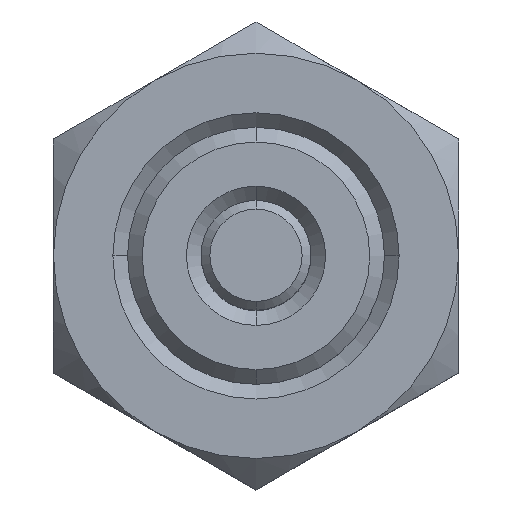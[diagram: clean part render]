
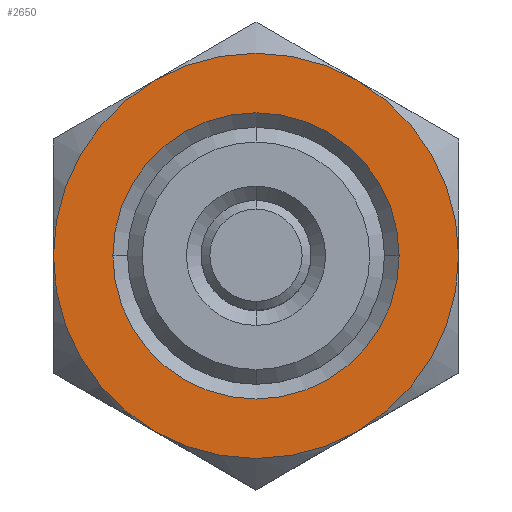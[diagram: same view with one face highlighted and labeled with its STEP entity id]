
A CAD part, top view. The second image highlights one B-rep face of the part: STEP entity #2650.
In plain terms, the highlighted planar face has unit normal (0, 0, 1).
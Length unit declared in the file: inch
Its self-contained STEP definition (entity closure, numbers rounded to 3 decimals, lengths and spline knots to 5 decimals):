
#47 = ORIENTED_EDGE ( 'NONE', *, *, #1882, .T. ) ;
#49 = ORIENTED_EDGE ( 'NONE', *, *, #1960, .T. ) ;
#50 = CARTESIAN_POINT ( 'NONE',  ( -0.345, 0.19919, 0.125 ) ) ;
#89 = DIRECTION ( 'NONE',  ( 1., 0., 0. ) ) ;
#117 = AXIS2_PLACEMENT_3D ( 'NONE', #1279, #2819, #1495 ) ;
#124 = ORIENTED_EDGE ( 'NONE', *, *, #488, .T. ) ;
#138 = FACE_BOUND ( 'NONE', #605, .T. ) ;
#147 = CIRCLE ( 'NONE', #117, 0.24375 ) ;
#158 = ORIENTED_EDGE ( 'NONE', *, *, #1598, .T. ) ;
#185 = CARTESIAN_POINT ( 'NONE',  ( 0., 0., 0.125 ) ) ;
#392 = DIRECTION ( 'NONE',  ( 0., 0., 1. ) ) ;
#414 = DIRECTION ( 'NONE',  ( 1., 0., 0. ) ) ;
#488 = EDGE_CURVE ( 'NONE', #2468, #754, #147, .T. ) ;
#526 = AXIS2_PLACEMENT_3D ( 'NONE', #2369, #1062, #2599 ) ;
#534 = CARTESIAN_POINT ( 'NONE',  ( -0.1725, 0.29878, 0.125 ) ) ;
#540 = CARTESIAN_POINT ( 'NONE',  ( 0., 0., 0.125 ) ) ;
#562 = EDGE_CURVE ( 'NONE', #1307, #1386, #2226, .T. ) ;
#605 = EDGE_LOOP ( 'NONE', ( #158, #124 ) ) ;
#660 = ORIENTED_EDGE ( 'NONE', *, *, #562, .T. ) ;
#685 = AXIS2_PLACEMENT_3D ( 'NONE', #1727, #392, #1951 ) ;
#718 = AXIS2_PLACEMENT_3D ( 'NONE', #185, #1744, #414 ) ;
#753 = AXIS2_PLACEMENT_3D ( 'NONE', #50, #2486, #1176 ) ;
#754 = VERTEX_POINT ( 'NONE', #2398 ) ;
#765 = DIRECTION ( 'NONE',  ( 1., 0., 0. ) ) ;
#797 = CARTESIAN_POINT ( 'NONE',  ( -0.345, 0., 0.125 ) ) ;
#977 = CARTESIAN_POINT ( 'NONE',  ( 0.345, 0., 0.125 ) ) ;
#994 = VERTEX_POINT ( 'NONE', #2507 ) ;
#1037 = EDGE_CURVE ( 'NONE', #1966, #1307, #2349, .T. ) ;
#1053 = EDGE_CURVE ( 'NONE', #1386, #2264, #1191, .T. ) ;
#1062 = DIRECTION ( 'NONE',  ( 0., 0., 1. ) ) ;
#1084 = EDGE_LOOP ( 'NONE', ( #49, #47, #1932, #660, #2302, #1893 ) ) ;
#1176 = DIRECTION ( 'NONE',  ( 1., 0., 0. ) ) ;
#1177 = DIRECTION ( 'NONE',  ( 0., 0., -1. ) ) ;
#1191 = CIRCLE ( 'NONE', #1358, 0.345 ) ;
#1203 = AXIS2_PLACEMENT_3D ( 'NONE', #2745, #1424, #89 ) ;
#1258 = CARTESIAN_POINT ( 'NONE',  ( 0.1725, 0.29878, 0.125 ) ) ;
#1268 = DIRECTION ( 'NONE',  ( 0., 0., 1. ) ) ;
#1279 = CARTESIAN_POINT ( 'NONE',  ( 0., 0., 0.125 ) ) ;
#1296 = CIRCLE ( 'NONE', #685, 0.345 ) ;
#1307 = VERTEX_POINT ( 'NONE', #534 ) ;
#1358 = AXIS2_PLACEMENT_3D ( 'NONE', #540, #2088, #765 ) ;
#1386 = VERTEX_POINT ( 'NONE', #797 ) ;
#1393 = FACE_OUTER_BOUND ( 'NONE', #1084, .T. ) ;
#1424 = DIRECTION ( 'NONE',  ( 0., 0., 1. ) ) ;
#1495 = DIRECTION ( 'NONE',  ( 1., 0., 0. ) ) ;
#1598 = EDGE_CURVE ( 'NONE', #754, #2468, #2736, .T. ) ;
#1723 = AXIS2_PLACEMENT_3D ( 'NONE', #2578, #1268, #2806 ) ;
#1727 = CARTESIAN_POINT ( 'NONE',  ( 0., 0., 0.125 ) ) ;
#1744 = DIRECTION ( 'NONE',  ( 0., 0., 1. ) ) ;
#1820 = CIRCLE ( 'NONE', #526, 0.345 ) ;
#1860 = EDGE_CURVE ( 'NONE', #2264, #994, #1820, .T. ) ;
#1882 = EDGE_CURVE ( 'NONE', #2716, #1966, #1296, .T. ) ;
#1893 = ORIENTED_EDGE ( 'NONE', *, *, #1860, .T. ) ;
#1917 = CARTESIAN_POINT ( 'NONE',  ( -0.24375, 0., 0.125 ) ) ;
#1932 = ORIENTED_EDGE ( 'NONE', *, *, #1037, .T. ) ;
#1951 = DIRECTION ( 'NONE',  ( 1., 0., 0. ) ) ;
#1960 = EDGE_CURVE ( 'NONE', #994, #2716, #2186, .T. ) ;
#1966 = VERTEX_POINT ( 'NONE', #1258 ) ;
#2088 = DIRECTION ( 'NONE',  ( 0., 0., 1. ) ) ;
#2186 = CIRCLE ( 'NONE', #1723, 0.345 ) ;
#2226 = CIRCLE ( 'NONE', #718, 0.345 ) ;
#2264 = VERTEX_POINT ( 'NONE', #2501 ) ;
#2266 = PLANE ( 'NONE',  #753 ) ;
#2302 = ORIENTED_EDGE ( 'NONE', *, *, #1053, .T. ) ;
#2349 = CIRCLE ( 'NONE', #1203, 0.345 ) ;
#2369 = CARTESIAN_POINT ( 'NONE',  ( 0., 0., 0.125 ) ) ;
#2398 = CARTESIAN_POINT ( 'NONE',  ( 0.24375, 0., 0.125 ) ) ;
#2468 = VERTEX_POINT ( 'NONE', #1917 ) ;
#2486 = DIRECTION ( 'NONE',  ( 0., 0., 1. ) ) ;
#2489 = CARTESIAN_POINT ( 'NONE',  ( 0., 0., 0.125 ) ) ;
#2501 = CARTESIAN_POINT ( 'NONE',  ( -0.1725, -0.29878, 0.125 ) ) ;
#2507 = CARTESIAN_POINT ( 'NONE',  ( 0.1725, -0.29878, 0.125 ) ) ;
#2566 = AXIS2_PLACEMENT_3D ( 'NONE', #2489, #1177, #2721 ) ;
#2578 = CARTESIAN_POINT ( 'NONE',  ( 0., 0., 0.125 ) ) ;
#2599 = DIRECTION ( 'NONE',  ( 1., 0., 0. ) ) ;
#2650 = ADVANCED_FACE ( 'NONE', ( #138, #1393 ), #2266, .T. ) ;
#2716 = VERTEX_POINT ( 'NONE', #977 ) ;
#2721 = DIRECTION ( 'NONE',  ( 1., 0., 0. ) ) ;
#2736 = CIRCLE ( 'NONE', #2566, 0.24375 ) ;
#2745 = CARTESIAN_POINT ( 'NONE',  ( 0., 0., 0.125 ) ) ;
#2806 = DIRECTION ( 'NONE',  ( 1., 0., 0. ) ) ;
#2819 = DIRECTION ( 'NONE',  ( 0., 0., -1. ) ) ;
